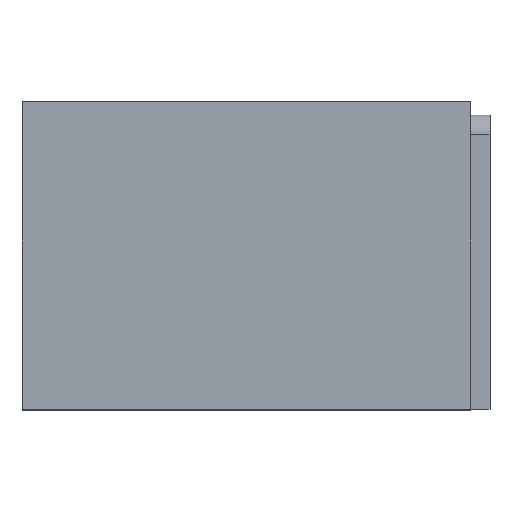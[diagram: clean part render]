
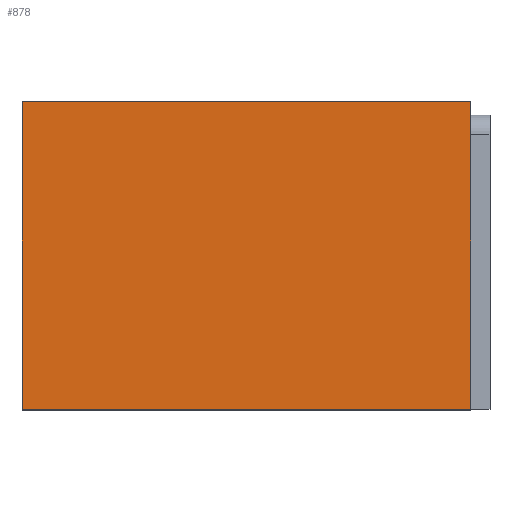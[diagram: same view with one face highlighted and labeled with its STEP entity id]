
A CAD part, top view. The second image highlights one B-rep face of the part: STEP entity #878.
In plain terms, the highlighted planar face has unit normal (0, 0, 1).
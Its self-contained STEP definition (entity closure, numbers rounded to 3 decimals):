
#65 = ORIENTED_EDGE ( 'NONE', *, *, #135, .F. ) ;
#66 = VECTOR ( 'NONE', #393, 1000. ) ;
#75 = DIRECTION ( 'NONE',  ( 1., 0., 0. ) ) ;
#135 = EDGE_CURVE ( 'NONE', #1197, #540, #1280, .T. ) ;
#174 = CARTESIAN_POINT ( 'NONE',  ( -36.75, 0., 45.5 ) ) ;
#178 = DIRECTION ( 'NONE',  ( 1., 0., 0. ) ) ;
#249 = CARTESIAN_POINT ( 'NONE',  ( -36.75, 25.175, 45.5 ) ) ;
#281 = CARTESIAN_POINT ( 'NONE',  ( 0., 25.175, 45.5 ) ) ;
#284 = DIRECTION ( 'NONE',  ( 0., -1., 0. ) ) ;
#287 = CARTESIAN_POINT ( 'NONE',  ( 0., 22., 45.5 ) ) ;
#322 = DIRECTION ( 'NONE',  ( -1., 0., 0. ) ) ;
#334 = EDGE_LOOP ( 'NONE', ( #615, #835, #65, #825 ) ) ;
#393 = DIRECTION ( 'NONE',  ( 0., -1., 0. ) ) ;
#424 = VECTOR ( 'NONE', #284, 1000. ) ;
#531 = AXIS2_PLACEMENT_3D ( 'NONE', #578, #866, #178 ) ;
#540 = VERTEX_POINT ( 'NONE', #281 ) ;
#577 = EDGE_CURVE ( 'NONE', #540, #654, #609, .T. ) ;
#578 = CARTESIAN_POINT ( 'NONE',  ( 0., 22., 45.5 ) ) ;
#609 = LINE ( 'NONE', #287, #66 ) ;
#615 = ORIENTED_EDGE ( 'NONE', *, *, #949, .F. ) ;
#654 = VERTEX_POINT ( 'NONE', #780 ) ;
#675 = FACE_OUTER_BOUND ( 'NONE', #334, .T. ) ;
#780 = CARTESIAN_POINT ( 'NONE',  ( 0., 0., 45.5 ) ) ;
#820 = LINE ( 'NONE', #1052, #1027 ) ;
#825 = ORIENTED_EDGE ( 'NONE', *, *, #1180, .T. ) ;
#835 = ORIENTED_EDGE ( 'NONE', *, *, #577, .F. ) ;
#850 = PLANE ( 'NONE',  #531 ) ;
#866 = DIRECTION ( 'NONE',  ( 0., 0., 1. ) ) ;
#878 = ADVANCED_FACE ( 'NONE', ( #675 ), #850, .T. ) ;
#949 = EDGE_CURVE ( 'NONE', #654, #1167, #820, .T. ) ;
#975 = VECTOR ( 'NONE', #75, 1000. ) ;
#990 = CARTESIAN_POINT ( 'NONE',  ( 0., 25.175, 45.5 ) ) ;
#1027 = VECTOR ( 'NONE', #322, 1000. ) ;
#1052 = CARTESIAN_POINT ( 'NONE',  ( 0., 0., 45.5 ) ) ;
#1167 = VERTEX_POINT ( 'NONE', #174 ) ;
#1180 = EDGE_CURVE ( 'NONE', #1197, #1167, #1217, .T. ) ;
#1197 = VERTEX_POINT ( 'NONE', #249 ) ;
#1199 = CARTESIAN_POINT ( 'NONE',  ( -36.75, 22., 45.5 ) ) ;
#1217 = LINE ( 'NONE', #1199, #424 ) ;
#1280 = LINE ( 'NONE', #990, #975 ) ;
